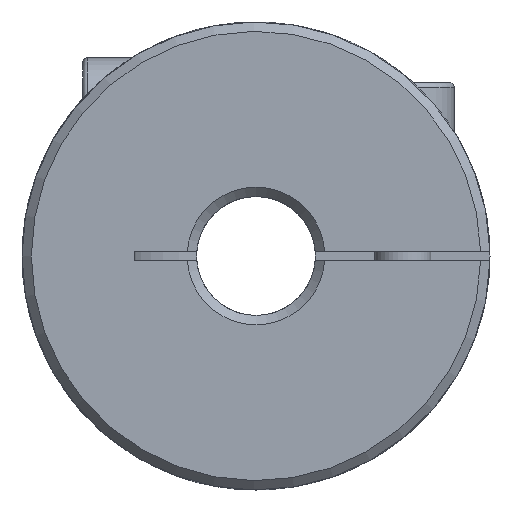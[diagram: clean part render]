
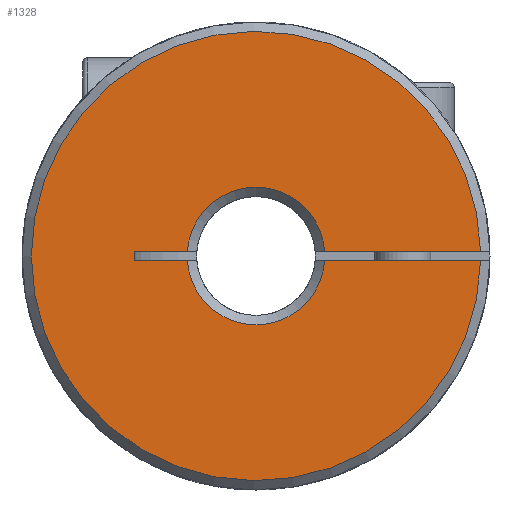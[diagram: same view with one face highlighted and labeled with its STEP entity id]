
A CAD part, left-side view. The second image highlights one B-rep face of the part: STEP entity #1328.
In plain terms, the highlighted planar face has unit normal (-1, 0, 0).
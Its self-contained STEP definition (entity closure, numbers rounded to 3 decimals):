
#213 = VERTEX_POINT ( 'NONE', #437 ) ;
#214 = VERTEX_POINT ( 'NONE', #438 ) ;
#227 = VERTEX_POINT ( 'NONE', #451 ) ;
#228 = VERTEX_POINT ( 'NONE', #452 ) ;
#229 = VERTEX_POINT ( 'NONE', #453 ) ;
#230 = VERTEX_POINT ( 'NONE', #454 ) ;
#231 = VERTEX_POINT ( 'NONE', #455 ) ;
#232 = VERTEX_POINT ( 'NONE', #456 ) ;
#437 = CARTESIAN_POINT ( 'NONE',  ( -19.5, -3.666, 0.25 ) ) ;
#438 = CARTESIAN_POINT ( 'NONE',  ( -19.5, 3.666, 0.25 ) ) ;
#451 = CARTESIAN_POINT ( 'NONE',  ( -19.5, -11.997, -0.25 ) ) ;
#452 = CARTESIAN_POINT ( 'NONE',  ( -19.5, -3.666, -0.25 ) ) ;
#453 = CARTESIAN_POINT ( 'NONE',  ( -19.5, 3.666, -0.25 ) ) ;
#454 = CARTESIAN_POINT ( 'NONE',  ( -19.5, 6.517, -0.25 ) ) ;
#455 = CARTESIAN_POINT ( 'NONE',  ( -19.5, 6.517, 0.25 ) ) ;
#456 = CARTESIAN_POINT ( 'NONE',  ( -19.5, -11.997, 0.25 ) ) ;
#614 = CARTESIAN_POINT ( 'NONE',  ( -19.5, 0., 0. ) ) ;
#619 = DIRECTION ( 'NONE',  ( -1., 0., 0. ) ) ;
#620 = DIRECTION ( 'NONE',  ( 0., 1., 0. ) ) ;
#656 = CARTESIAN_POINT ( 'NONE',  ( -19.5, 6.517, -0.25 ) ) ;
#693 = DIRECTION ( 'NONE',  ( 0., 1., 0. ) ) ;
#698 = CARTESIAN_POINT ( 'NONE',  ( -19.5, 6.517, 0.25 ) ) ;
#699 = DIRECTION ( 'NONE',  ( 0., 1., 0. ) ) ;
#708 = CARTESIAN_POINT ( 'NONE',  ( -19.5, 6.517, -0.25 ) ) ;
#712 = CARTESIAN_POINT ( 'NONE',  ( -19.5, 0., 0. ) ) ;
#713 = DIRECTION ( 'NONE',  ( -1., 0., 0. ) ) ;
#714 = DIRECTION ( 'NONE',  ( 0., 1., 0. ) ) ;
#715 = DIRECTION ( 'NONE',  ( 0., 1., 0. ) ) ;
#716 = CARTESIAN_POINT ( 'NONE',  ( -19.5, 6.517, -0.25 ) ) ;
#717 = DIRECTION ( 'NONE',  ( 0., 0., 1. ) ) ;
#718 = CARTESIAN_POINT ( 'NONE',  ( -19.5, 6.517, 0.25 ) ) ;
#752 = EDGE_CURVE ( 'NONE', #213, #214, #2102, .T. ) ;
#768 = EDGE_CURVE ( 'NONE', #229, #230, #2117, .T. ) ;
#770 = EDGE_CURVE ( 'NONE', #214, #231, #2122, .T. ) ;
#775 = EDGE_CURVE ( 'NONE', #229, #228, #2130, .T. ) ;
#776 = EDGE_CURVE ( 'NONE', #227, #228, #2129, .T. ) ;
#777 = EDGE_CURVE ( 'NONE', #230, #231, #2131, .T. ) ;
#778 = EDGE_CURVE ( 'NONE', #232, #213, #2133, .T. ) ;
#780 = EDGE_CURVE ( 'NONE', #227, #232, #2140, .T. ) ;
#1272 = EDGE_LOOP ( 'NONE', ( #1430, #1431, #1432, #1433, #1434, #1435, #1436, #1437 ) ) ;
#1328 = ADVANCED_FACE ( 'NONE', ( #3062 ), #3418, .T. ) ;
#1430 = ORIENTED_EDGE ( 'NONE', *, *, #776, .T. ) ;
#1431 = ORIENTED_EDGE ( 'NONE', *, *, #775, .F. ) ;
#1432 = ORIENTED_EDGE ( 'NONE', *, *, #768, .T. ) ;
#1433 = ORIENTED_EDGE ( 'NONE', *, *, #777, .T. ) ;
#1434 = ORIENTED_EDGE ( 'NONE', *, *, #770, .F. ) ;
#1435 = ORIENTED_EDGE ( 'NONE', *, *, #752, .F. ) ;
#1436 = ORIENTED_EDGE ( 'NONE', *, *, #778, .F. ) ;
#1437 = ORIENTED_EDGE ( 'NONE', *, *, #780, .F. ) ;
#1899 = AXIS2_PLACEMENT_3D ( 'NONE', #614, #619, #620 ) ;
#1902 = AXIS2_PLACEMENT_3D ( 'NONE', #2273, #2275, #2276 ) ;
#1911 = AXIS2_PLACEMENT_3D ( 'NONE', #712, #713, #714 ) ;
#2102 = CIRCLE ( 'NONE', #1899, 3.675 ) ;
#2117 = LINE ( 'NONE', #656, #2121 ) ;
#2119 = VECTOR ( 'NONE', #699, 1000. ) ;
#2121 = VECTOR ( 'NONE', #693, 1000. ) ;
#2122 = LINE ( 'NONE', #698, #2119 ) ;
#2123 = VECTOR ( 'NONE', #715, 1000. ) ;
#2129 = LINE ( 'NONE', #708, #2123 ) ;
#2130 = CIRCLE ( 'NONE', #1911, 3.675 ) ;
#2131 = LINE ( 'NONE', #716, #2132 ) ;
#2132 = VECTOR ( 'NONE', #717, 1000. ) ;
#2133 = LINE ( 'NONE', #718, #2134 ) ;
#2134 = VECTOR ( 'NONE', #4376, 1000. ) ;
#2140 = CIRCLE ( 'NONE', #1902, 12. ) ;
#2273 = CARTESIAN_POINT ( 'NONE',  ( -19.5, 0., 0. ) ) ;
#2275 = DIRECTION ( 'NONE',  ( 1., 0., 0. ) ) ;
#2276 = DIRECTION ( 'NONE',  ( 0., 1., 0. ) ) ;
#3062 = FACE_OUTER_BOUND ( 'NONE', #1272, .T. ) ;
#3263 = AXIS2_PLACEMENT_3D ( 'NONE', #3414, #3421, #3422 ) ;
#3414 = CARTESIAN_POINT ( 'NONE',  ( -19.5, 0., 0. ) ) ;
#3418 = PLANE ( 'NONE',  #3263 ) ;
#3421 = DIRECTION ( 'NONE',  ( -1., 0., 0. ) ) ;
#3422 = DIRECTION ( 'NONE',  ( 0., 1., 0. ) ) ;
#4376 = DIRECTION ( 'NONE',  ( 0., 1., 0. ) ) ;
